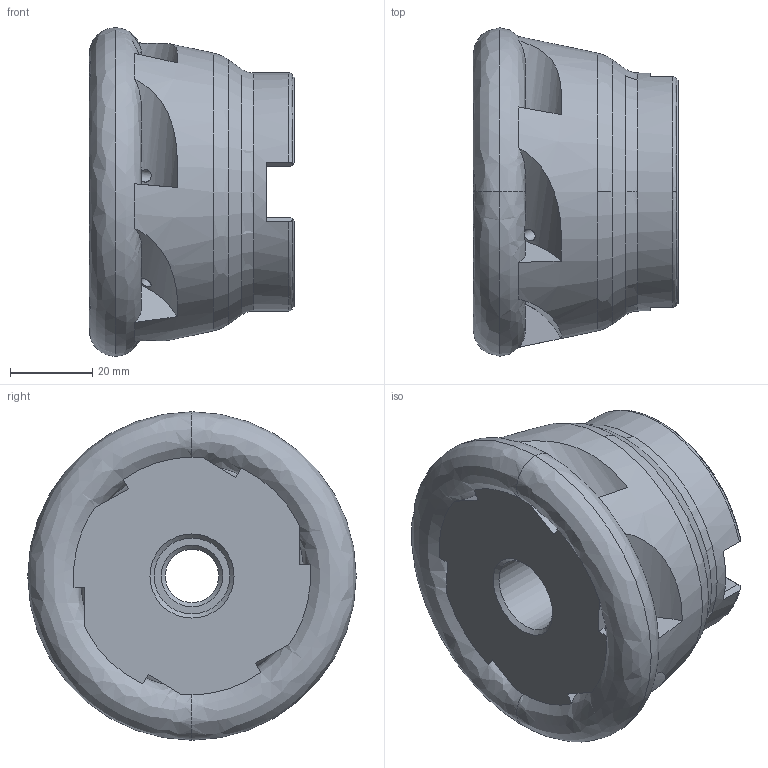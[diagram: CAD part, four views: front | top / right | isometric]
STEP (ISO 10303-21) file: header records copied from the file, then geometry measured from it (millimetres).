
FILE_DESCRIPTION (( 'STEP AP214' ), '1' );
FILE_NAME ('00RP-080-252-6.STEP', '2015-01-12T08:05:01', ( '' ), ( '' ), 'SwSTEP 2.0', 'SolidWorks 2014', '' );
FILE_SCHEMA (( 'AUTOMOTIVE_DESIGN' ));
Length unit declared in the file: millimetre
Products named in the file (1): 00RP-080-252-6
Bounding box: 50.05 x 80 x 80 mm (x, y, z)
Volume: 152934.5 mm3; surface area: 24899.6 mm2
Topology: 1 solids, 1 shells, 84 faces, 290 edges, 191 vertices
Faces by surface type: plane 35, cylinder 24, bspline 14, cone 11
Full cylindrical faces by diameter (mm): 3 x6, 13 x1, 18.5 x1, 27 x1, 27.15 x1, 27.3 x1, 58 x1
Entity records: 4329 total; most frequent: CARTESIAN_POINT 2152, ORIENTED_EDGE 518, DIRECTION 340, EDGE_CURVE 259, VERTEX_POINT 179, AXIS2_PLACEMENT_3D 145, EDGE_LOOP 112, B_SPLINE_CURVE_WITH_KNOTS 102
